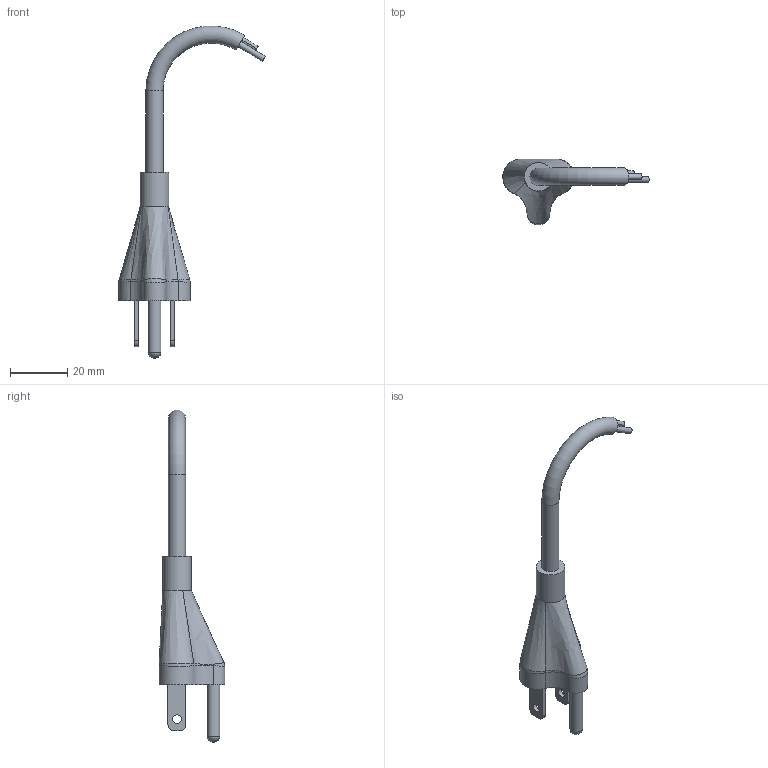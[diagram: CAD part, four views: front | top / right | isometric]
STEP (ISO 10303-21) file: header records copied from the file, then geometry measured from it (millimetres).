
FILE_DESCRIPTION(/* description */ (''),/* implementation_level */ '2;1');
FILE_NAME(/* name */ 'plug v2.step',/* time_stamp */ '2024-08-09T00:52:37+02:00',/* author */ (''),/* organization */ (''),/* preprocessor_version */ 'ST-DEVELOPER v20',/* originating_system */ 'Autodesk Translation Framework v13.14.0.145',/* authorisation */ '');
FILE_SCHEMA (('AUTOMOTIVE_DESIGN { 1 0 10303 214 3 1 1 }'));
Length unit declared in the file: millimetre
Products named in the file (2): plug; socket
Assembly tree (1 placements, depth 2):
  plug
    socket
Bounding box: 51.26 x 23 x 116.12 mm (x, y, z)
Volume: 11557.3 mm3; surface area: 5223.9 mm2
Topology: 5 solids, 5 shells, 53 faces, 116 edges, 75 vertices
Faces by surface type: plane 24, cylinder 19, bspline 9, torus 1
Full cylindrical faces by diameter (mm): 2 x1, 3 x2, 4.5 x1, 6 x1, 10 x1
Entity records: 4856 total; most frequent: CARTESIAN_POINT 3587, ORIENTED_EDGE 238, DIRECTION 238, EDGE_CURVE 119, AXIS2_PLACEMENT_3D 94, VERTEX_POINT 75, EDGE_LOOP 59, FACE_OUTER_BOUND 53
